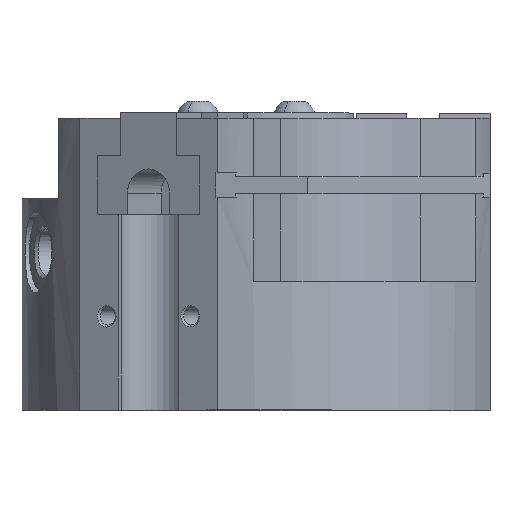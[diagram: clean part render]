
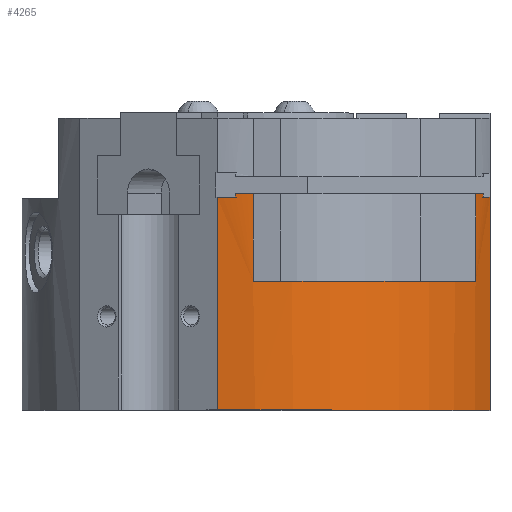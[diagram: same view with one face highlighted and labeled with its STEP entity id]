
A CAD part, top view. The second image highlights one B-rep face of the part: STEP entity #4265.
In plain terms, the highlighted cylindrical face has radius 45 mm (diameter 90 mm), a partial arc.
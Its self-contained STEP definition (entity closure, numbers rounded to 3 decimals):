
#1855 = EDGE_CURVE( '', #3365, #2879, #5278, .T. );
#1909 = EDGE_CURVE( '', #2507, #4087, #5341, .T. );
#1973 = EDGE_CURVE( '', #4349, #2095, #5411, .T. );
#2005 = EDGE_CURVE( '', #2939, #4069, #5445, .T. );
#2095 = VERTEX_POINT( '', #5548 );
#2495 = VERTEX_POINT( '', #5988 );
#2505 = EDGE_CURVE( '', #4069, #2495, #5998, .T. );
#2507 = VERTEX_POINT( '', #6000 );
#2567 = EDGE_CURVE( '', #4087, #3365, #6068, .T. );
#2879 = VERTEX_POINT( '', #6409 );
#2939 = VERTEX_POINT( '', #6475 );
#3029 = EDGE_CURVE( '', #3099, #2095, #6574, .T. );
#3099 = VERTEX_POINT( '', #6649 );
#3275 = VERTEX_POINT( '', #6842 );
#3365 = VERTEX_POINT( '', #6941 );
#4069 = VERTEX_POINT( '', #7722 );
#4087 = VERTEX_POINT( '', #7741 );
#4265 = ADVANCED_FACE( '', ( #7946 ), #7947, .T. );
#4349 = VERTEX_POINT( '', #8044 );
#4513 = EDGE_CURVE( '', #3275, #4741, #8223, .T. );
#4741 = VERTEX_POINT( '', #8477 );
#4783 = EDGE_CURVE( '', #2495, #3099, #8524, .T. );
#4969 = EDGE_CURVE( '', #4741, #2939, #8736, .T. );
#5017 = EDGE_CURVE( '', #2879, #3275, #8787, .T. );
#5087 = EDGE_CURVE( '', #4349, #2507, #8861, .T. );
#5278 = LINE( '', #9116, #9117 );
#5341 = LINE( '', #9199, #9200 );
#5411 = LINE( '', #9304, #9305 );
#5445 = LINE( '', #9359, #9360 );
#5548 = CARTESIAN_POINT( '', ( -8.441, 39.75, 44.201 ) );
#5988 = CARTESIAN_POINT( '', ( -5.033, 40.4, 44.718 ) );
#5998 = CIRCLE( '', #10315, 45. );
#6000 = CARTESIAN_POINT( '', ( 42.5, 0., 14.79 ) );
#6068 = CIRCLE( '', #10471, 45. );
#6409 = CARTESIAN_POINT( '', ( 41.243, 40.4, 18. ) );
#6475 = CARTESIAN_POINT( '', ( -1.713, 24., 44.967 ) );
#6574 = CIRCLE( '', #11354, 45. );
#6649 = CARTESIAN_POINT( '', ( -5.033, 39.75, 44.718 ) );
#6842 = CARTESIAN_POINT( '', ( 39.799, 40.4, 21. ) );
#6941 = CARTESIAN_POINT( '', ( 41.243, 39.75, 18. ) );
#7722 = CARTESIAN_POINT( '', ( -1.713, 40.4, 44.967 ) );
#7741 = CARTESIAN_POINT( '', ( 42.5, 39.75, 14.79 ) );
#7946 = FACE_OUTER_BOUND( '', #13898, .T. );
#7947 = CYLINDRICAL_SURFACE( '', #13899, 45. );
#8044 = CARTESIAN_POINT( '', ( -8.441, 0., 44.201 ) );
#8223 = LINE( '', #14338, #14339 );
#8477 = CARTESIAN_POINT( '', ( 39.799, 24., 21. ) );
#8524 = LINE( '', #14874, #14875 );
#8736 = CIRCLE( '', #15288, 45. );
#8787 = CIRCLE( '', #15384, 45. );
#8861 = CIRCLE( '', #15482, 45. );
#9116 = CARTESIAN_POINT( '', ( 41.243, 42., 18. ) );
#9117 = VECTOR( '', #15692, 1. );
#9199 = CARTESIAN_POINT( '', ( 42.5, 0., 14.79 ) );
#9200 = VECTOR( '', #15785, 1. );
#9304 = CARTESIAN_POINT( '', ( -8.441, 0., 44.201 ) );
#9305 = VECTOR( '', #15860, 1. );
#9359 = CARTESIAN_POINT( '', ( -1.713, 39.25, 44.967 ) );
#9360 = VECTOR( '', #15883, 1. );
#10315 = AXIS2_PLACEMENT_3D( '', #16515, #16516, #16517 );
#10471 = AXIS2_PLACEMENT_3D( '', #16598, #16599, #16600 );
#11354 = AXIS2_PLACEMENT_3D( '', #17134, #17135, #17136 );
#13898 = EDGE_LOOP( '', ( #18643, #18644, #18645, #18646, #18647, #18648, #18649, #18650, #18651, #18652, #18653, #18654 ) );
#13899 = AXIS2_PLACEMENT_3D( '', #18655, #18656, #18657 );
#14338 = CARTESIAN_POINT( '', ( 39.799, 39.25, 21. ) );
#14339 = VECTOR( '', #18995, 1. );
#14874 = CARTESIAN_POINT( '', ( -5.033, 42., 44.718 ) );
#14875 = VECTOR( '', #19354, 1. );
#15288 = AXIS2_PLACEMENT_3D( '', #19618, #19619, #19620 );
#15384 = AXIS2_PLACEMENT_3D( '', #19669, #19670, #19671 );
#15482 = AXIS2_PLACEMENT_3D( '', #19732, #19733, #19734 );
#15692 = DIRECTION( '', ( 0., 1., 0. ) );
#15785 = DIRECTION( '', ( 0., 1., 0. ) );
#15860 = DIRECTION( '', ( 0., 1., 0. ) );
#15883 = DIRECTION( '', ( 0., 1., 0. ) );
#16515 = CARTESIAN_POINT( '', ( 0., 40.4, 0. ) );
#16516 = DIRECTION( '', ( 0., -1., 0. ) );
#16517 = DIRECTION( '', ( -0.188, 0., 0.982 ) );
#16598 = CARTESIAN_POINT( '', ( 0., 39.75, 0. ) );
#16599 = DIRECTION( '', ( 0., -1., 0. ) );
#16600 = DIRECTION( '', ( -0.188, 0., 0.982 ) );
#17134 = CARTESIAN_POINT( '', ( 0., 39.75, 0. ) );
#17135 = DIRECTION( '', ( 0., -1., 0. ) );
#17136 = DIRECTION( '', ( -0.188, 0., 0.982 ) );
#18643 = ORIENTED_EDGE( '', *, *, #2505, .T. );
#18644 = ORIENTED_EDGE( '', *, *, #4783, .T. );
#18645 = ORIENTED_EDGE( '', *, *, #3029, .T. );
#18646 = ORIENTED_EDGE( '', *, *, #1973, .F. );
#18647 = ORIENTED_EDGE( '', *, *, #5087, .T. );
#18648 = ORIENTED_EDGE( '', *, *, #1909, .T. );
#18649 = ORIENTED_EDGE( '', *, *, #2567, .T. );
#18650 = ORIENTED_EDGE( '', *, *, #1855, .T. );
#18651 = ORIENTED_EDGE( '', *, *, #5017, .T. );
#18652 = ORIENTED_EDGE( '', *, *, #4513, .T. );
#18653 = ORIENTED_EDGE( '', *, *, #4969, .T. );
#18654 = ORIENTED_EDGE( '', *, *, #2005, .T. );
#18655 = CARTESIAN_POINT( '', ( 0., 0., 0. ) );
#18656 = DIRECTION( '', ( 0., -1., 0. ) );
#18657 = DIRECTION( '', ( -0.188, 0., 0.982 ) );
#18995 = DIRECTION( '', ( 0., -1., 0. ) );
#19354 = DIRECTION( '', ( 0., -1., 0. ) );
#19618 = CARTESIAN_POINT( '', ( 0., 24., 0. ) );
#19619 = DIRECTION( '', ( 0., -1., 0. ) );
#19620 = DIRECTION( '', ( -0.188, 0., 0.982 ) );
#19669 = CARTESIAN_POINT( '', ( 0., 40.4, 0. ) );
#19670 = DIRECTION( '', ( 0., -1., 0. ) );
#19671 = DIRECTION( '', ( -0.188, 0., 0.982 ) );
#19732 = CARTESIAN_POINT( '', ( 0., 0., 0. ) );
#19733 = DIRECTION( '', ( 0., 1., 0. ) );
#19734 = DIRECTION( '', ( -0.188, 0., 0.982 ) );
